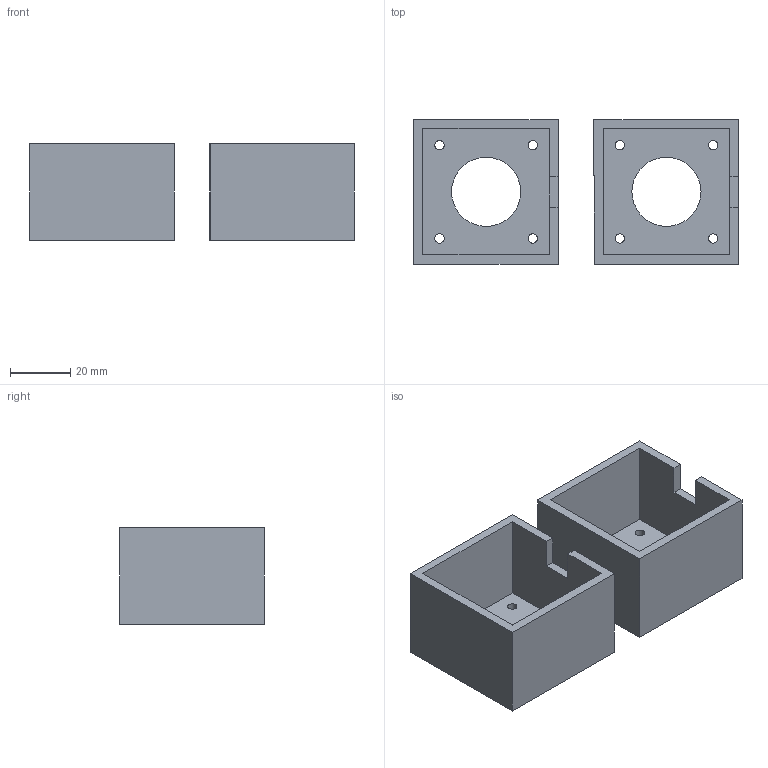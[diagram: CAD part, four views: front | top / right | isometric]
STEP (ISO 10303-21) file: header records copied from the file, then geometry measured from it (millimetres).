
FILE_DESCRIPTION(('HOOPS Exchange Step'),'2;1');
FILE_NAME('temp_export','2024-06-06T11:27:05-04:00',('mobile'),('Shapr3D Limited'),'HOOPS Exchange 2024.2','Shapr3D','Authorized');
FILE_SCHEMA( ('AUTOMOTIVE_DESIGN { 1 0 10303 214 1 1 1 1 }') );
Length unit declared in the file: millimetre
Products named in the file (3): 文件夹 03; 文件夹 04; root
Assembly tree (2 placements, depth 3):
  root
    文件夹 04
      文件夹 03
Bounding box: 108.1 x 48.1 x 32 mm (x, y, z)
Volume: 41857.1 mm3; surface area: 29915.9 mm2
Topology: 2 solids, 2 shells, 38 faces, 118 edges, 84 vertices
Faces by surface type: plane 28, cylinder 10
Full cylindrical faces by diameter (mm): 3.1 x8, 23 x2
Entity records: 1447 total; most frequent: CARTESIAN_POINT 243, DIRECTION 236, ORIENTED_EDGE 236, EDGE_CURVE 118, VERTEX_POINT 84, VECTOR 82, LINE 82, AXIS2_PLACEMENT_3D 77
